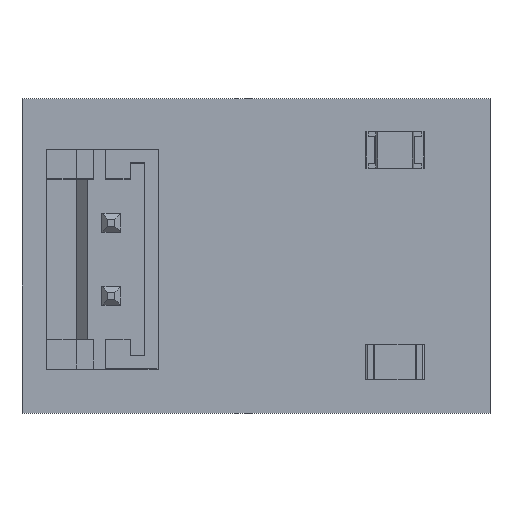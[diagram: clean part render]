
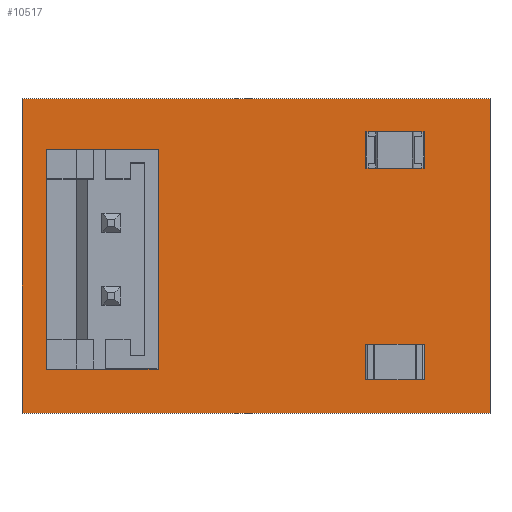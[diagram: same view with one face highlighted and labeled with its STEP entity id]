
A CAD part, top view. The second image highlights one B-rep face of the part: STEP entity #10517.
In plain terms, the highlighted planar face has unit normal (0, 0, 1).
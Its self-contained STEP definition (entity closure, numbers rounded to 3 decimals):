
#10160 = VERTEX_POINT('',#10161);
#10161 = CARTESIAN_POINT('',(61.75,-44.,1.6));
#10168 = PLANE('',#10169);
#10169 = AXIS2_PLACEMENT_3D('',#10170,#10171,#10172);
#10170 = CARTESIAN_POINT('',(61.75,-44.,0.));
#10171 = DIRECTION('',(1.,0.,-0.));
#10172 = DIRECTION('',(0.,-1.,0.));
#10180 = PLANE('',#10181);
#10181 = AXIS2_PLACEMENT_3D('',#10182,#10183,#10184);
#10182 = CARTESIAN_POINT('',(45.75,-44.,0.));
#10183 = DIRECTION('',(0.,1.,0.));
#10184 = DIRECTION('',(1.,0.,0.));
#10192 = EDGE_CURVE('',#10160,#10193,#10195,.T.);
#10193 = VERTEX_POINT('',#10194);
#10194 = CARTESIAN_POINT('',(61.75,-54.75,1.6));
#10195 = SURFACE_CURVE('',#10196,(#10200,#10207),.PCURVE_S1.);
#10196 = LINE('',#10197,#10198);
#10197 = CARTESIAN_POINT('',(61.75,-44.,1.6));
#10198 = VECTOR('',#10199,1.);
#10199 = DIRECTION('',(0.,-1.,0.));
#10200 = PCURVE('',#10168,#10201);
#10201 = DEFINITIONAL_REPRESENTATION('',(#10202),#10206);
#10202 = LINE('',#10203,#10204);
#10203 = CARTESIAN_POINT('',(0.,-1.6));
#10204 = VECTOR('',#10205,1.);
#10205 = DIRECTION('',(1.,0.));
#10206 = ( GEOMETRIC_REPRESENTATION_CONTEXT(2) 
PARAMETRIC_REPRESENTATION_CONTEXT() REPRESENTATION_CONTEXT('2D SPACE',''
  ) );
#10207 = PCURVE('',#10208,#10213);
#10208 = PLANE('',#10209);
#10209 = AXIS2_PLACEMENT_3D('',#10210,#10211,#10212);
#10210 = CARTESIAN_POINT('',(53.75,-49.375,1.6));
#10211 = DIRECTION('',(-0.,-0.,-1.));
#10212 = DIRECTION('',(-1.,0.,0.));
#10213 = DEFINITIONAL_REPRESENTATION('',(#10214),#10218);
#10214 = LINE('',#10215,#10216);
#10215 = CARTESIAN_POINT('',(-8.,5.375));
#10216 = VECTOR('',#10217,1.);
#10217 = DIRECTION('',(0.,-1.));
#10218 = ( GEOMETRIC_REPRESENTATION_CONTEXT(2) 
PARAMETRIC_REPRESENTATION_CONTEXT() REPRESENTATION_CONTEXT('2D SPACE',''
  ) );
#10236 = PLANE('',#10237);
#10237 = AXIS2_PLACEMENT_3D('',#10238,#10239,#10240);
#10238 = CARTESIAN_POINT('',(61.75,-54.75,0.));
#10239 = DIRECTION('',(0.,-1.,0.));
#10240 = DIRECTION('',(-1.,0.,0.));
#10280 = VERTEX_POINT('',#10281);
#10281 = CARTESIAN_POINT('',(45.75,-44.,1.6));
#10295 = PLANE('',#10296);
#10296 = AXIS2_PLACEMENT_3D('',#10297,#10298,#10299);
#10297 = CARTESIAN_POINT('',(45.75,-54.75,0.));
#10298 = DIRECTION('',(-1.,0.,0.));
#10299 = DIRECTION('',(0.,1.,0.));
#10307 = EDGE_CURVE('',#10280,#10160,#10308,.T.);
#10308 = SURFACE_CURVE('',#10309,(#10313,#10320),.PCURVE_S1.);
#10309 = LINE('',#10310,#10311);
#10310 = CARTESIAN_POINT('',(45.75,-44.,1.6));
#10311 = VECTOR('',#10312,1.);
#10312 = DIRECTION('',(1.,0.,0.));
#10313 = PCURVE('',#10180,#10314);
#10314 = DEFINITIONAL_REPRESENTATION('',(#10315),#10319);
#10315 = LINE('',#10316,#10317);
#10316 = CARTESIAN_POINT('',(0.,-1.6));
#10317 = VECTOR('',#10318,1.);
#10318 = DIRECTION('',(1.,0.));
#10319 = ( GEOMETRIC_REPRESENTATION_CONTEXT(2) 
PARAMETRIC_REPRESENTATION_CONTEXT() REPRESENTATION_CONTEXT('2D SPACE',''
  ) );
#10320 = PCURVE('',#10208,#10321);
#10321 = DEFINITIONAL_REPRESENTATION('',(#10322),#10326);
#10322 = LINE('',#10323,#10324);
#10323 = CARTESIAN_POINT('',(8.,5.375));
#10324 = VECTOR('',#10325,1.);
#10325 = DIRECTION('',(-1.,0.));
#10326 = ( GEOMETRIC_REPRESENTATION_CONTEXT(2) 
PARAMETRIC_REPRESENTATION_CONTEXT() REPRESENTATION_CONTEXT('2D SPACE',''
  ) );
#10354 = EDGE_CURVE('',#10193,#10355,#10357,.T.);
#10355 = VERTEX_POINT('',#10356);
#10356 = CARTESIAN_POINT('',(45.75,-54.75,1.6));
#10357 = SURFACE_CURVE('',#10358,(#10362,#10369),.PCURVE_S1.);
#10358 = LINE('',#10359,#10360);
#10359 = CARTESIAN_POINT('',(61.75,-54.75,1.6));
#10360 = VECTOR('',#10361,1.);
#10361 = DIRECTION('',(-1.,0.,0.));
#10362 = PCURVE('',#10236,#10363);
#10363 = DEFINITIONAL_REPRESENTATION('',(#10364),#10368);
#10364 = LINE('',#10365,#10366);
#10365 = CARTESIAN_POINT('',(0.,-1.6));
#10366 = VECTOR('',#10367,1.);
#10367 = DIRECTION('',(1.,0.));
#10368 = ( GEOMETRIC_REPRESENTATION_CONTEXT(2) 
PARAMETRIC_REPRESENTATION_CONTEXT() REPRESENTATION_CONTEXT('2D SPACE',''
  ) );
#10369 = PCURVE('',#10208,#10370);
#10370 = DEFINITIONAL_REPRESENTATION('',(#10371),#10375);
#10371 = LINE('',#10372,#10373);
#10372 = CARTESIAN_POINT('',(-8.,-5.375));
#10373 = VECTOR('',#10374,1.);
#10374 = DIRECTION('',(1.,0.));
#10375 = ( GEOMETRIC_REPRESENTATION_CONTEXT(2) 
PARAMETRIC_REPRESENTATION_CONTEXT() REPRESENTATION_CONTEXT('2D SPACE',''
  ) );
#10471 = CYLINDRICAL_SURFACE('',#10472,0.5);
#10472 = AXIS2_PLACEMENT_3D('',#10473,#10474,#10475);
#10473 = CARTESIAN_POINT('',(48.8,-50.75,-0.8));
#10474 = DIRECTION('',(0.,0.,1.));
#10475 = DIRECTION('',(1.,0.,-0.));
#10506 = CYLINDRICAL_SURFACE('',#10507,0.5);
#10507 = AXIS2_PLACEMENT_3D('',#10508,#10509,#10510);
#10508 = CARTESIAN_POINT('',(48.8,-48.25,-0.8));
#10509 = DIRECTION('',(0.,0.,1.));
#10510 = DIRECTION('',(1.,0.,-0.));
#10517 = ADVANCED_FACE('',(#10518,#10544,#10574),#10208,.F.);
#10518 = FACE_BOUND('',#10519,.F.);
#10519 = EDGE_LOOP('',(#10520,#10521,#10522,#10543));
#10520 = ORIENTED_EDGE('',*,*,#10192,.T.);
#10521 = ORIENTED_EDGE('',*,*,#10354,.T.);
#10522 = ORIENTED_EDGE('',*,*,#10523,.T.);
#10523 = EDGE_CURVE('',#10355,#10280,#10524,.T.);
#10524 = SURFACE_CURVE('',#10525,(#10529,#10536),.PCURVE_S1.);
#10525 = LINE('',#10526,#10527);
#10526 = CARTESIAN_POINT('',(45.75,-54.75,1.6));
#10527 = VECTOR('',#10528,1.);
#10528 = DIRECTION('',(0.,1.,0.));
#10529 = PCURVE('',#10208,#10530);
#10530 = DEFINITIONAL_REPRESENTATION('',(#10531),#10535);
#10531 = LINE('',#10532,#10533);
#10532 = CARTESIAN_POINT('',(8.,-5.375));
#10533 = VECTOR('',#10534,1.);
#10534 = DIRECTION('',(0.,1.));
#10535 = ( GEOMETRIC_REPRESENTATION_CONTEXT(2) 
PARAMETRIC_REPRESENTATION_CONTEXT() REPRESENTATION_CONTEXT('2D SPACE',''
  ) );
#10536 = PCURVE('',#10295,#10537);
#10537 = DEFINITIONAL_REPRESENTATION('',(#10538),#10542);
#10538 = LINE('',#10539,#10540);
#10539 = CARTESIAN_POINT('',(0.,-1.6));
#10540 = VECTOR('',#10541,1.);
#10541 = DIRECTION('',(1.,0.));
#10542 = ( GEOMETRIC_REPRESENTATION_CONTEXT(2) 
PARAMETRIC_REPRESENTATION_CONTEXT() REPRESENTATION_CONTEXT('2D SPACE',''
  ) );
#10543 = ORIENTED_EDGE('',*,*,#10307,.T.);
#10544 = FACE_BOUND('',#10545,.F.);
#10545 = EDGE_LOOP('',(#10546));
#10546 = ORIENTED_EDGE('',*,*,#10547,.T.);
#10547 = EDGE_CURVE('',#10548,#10548,#10550,.T.);
#10548 = VERTEX_POINT('',#10549);
#10549 = CARTESIAN_POINT('',(49.3,-50.75,1.6));
#10550 = SURFACE_CURVE('',#10551,(#10556,#10567),.PCURVE_S1.);
#10551 = CIRCLE('',#10552,0.5);
#10552 = AXIS2_PLACEMENT_3D('',#10553,#10554,#10555);
#10553 = CARTESIAN_POINT('',(48.8,-50.75,1.6));
#10554 = DIRECTION('',(0.,0.,1.));
#10555 = DIRECTION('',(1.,0.,-0.));
#10556 = PCURVE('',#10208,#10557);
#10557 = DEFINITIONAL_REPRESENTATION('',(#10558),#10566);
#10558 = ( BOUNDED_CURVE() B_SPLINE_CURVE(2,(#10559,#10560,#10561,#10562
    ,#10563,#10564,#10565),.UNSPECIFIED.,.T.,.F.) 
B_SPLINE_CURVE_WITH_KNOTS((1,2,2,2,2,1),(-2.094,0.,
    2.094,4.189,6.283,8.378),
.UNSPECIFIED.) CURVE() GEOMETRIC_REPRESENTATION_ITEM() 
RATIONAL_B_SPLINE_CURVE((1.,0.5,1.,0.5,1.,0.5,1.)) REPRESENTATION_ITEM(
  '') );
#10559 = CARTESIAN_POINT('',(4.45,-1.375));
#10560 = CARTESIAN_POINT('',(4.45,-0.509));
#10561 = CARTESIAN_POINT('',(5.2,-0.942));
#10562 = CARTESIAN_POINT('',(5.95,-1.375));
#10563 = CARTESIAN_POINT('',(5.2,-1.808));
#10564 = CARTESIAN_POINT('',(4.45,-2.241));
#10565 = CARTESIAN_POINT('',(4.45,-1.375));
#10566 = ( GEOMETRIC_REPRESENTATION_CONTEXT(2) 
PARAMETRIC_REPRESENTATION_CONTEXT() REPRESENTATION_CONTEXT('2D SPACE',''
  ) );
#10567 = PCURVE('',#10471,#10568);
#10568 = DEFINITIONAL_REPRESENTATION('',(#10569),#10573);
#10569 = LINE('',#10570,#10571);
#10570 = CARTESIAN_POINT('',(0.,2.4));
#10571 = VECTOR('',#10572,1.);
#10572 = DIRECTION('',(1.,0.));
#10573 = ( GEOMETRIC_REPRESENTATION_CONTEXT(2) 
PARAMETRIC_REPRESENTATION_CONTEXT() REPRESENTATION_CONTEXT('2D SPACE',''
  ) );
#10574 = FACE_BOUND('',#10575,.F.);
#10575 = EDGE_LOOP('',(#10576));
#10576 = ORIENTED_EDGE('',*,*,#10577,.T.);
#10577 = EDGE_CURVE('',#10578,#10578,#10580,.T.);
#10578 = VERTEX_POINT('',#10579);
#10579 = CARTESIAN_POINT('',(49.3,-48.25,1.6));
#10580 = SURFACE_CURVE('',#10581,(#10586,#10597),.PCURVE_S1.);
#10581 = CIRCLE('',#10582,0.5);
#10582 = AXIS2_PLACEMENT_3D('',#10583,#10584,#10585);
#10583 = CARTESIAN_POINT('',(48.8,-48.25,1.6));
#10584 = DIRECTION('',(0.,0.,1.));
#10585 = DIRECTION('',(1.,0.,-0.));
#10586 = PCURVE('',#10208,#10587);
#10587 = DEFINITIONAL_REPRESENTATION('',(#10588),#10596);
#10588 = ( BOUNDED_CURVE() B_SPLINE_CURVE(2,(#10589,#10590,#10591,#10592
    ,#10593,#10594,#10595),.UNSPECIFIED.,.T.,.F.) 
B_SPLINE_CURVE_WITH_KNOTS((1,2,2,2,2,1),(-2.094,0.,
    2.094,4.189,6.283,8.378),
.UNSPECIFIED.) CURVE() GEOMETRIC_REPRESENTATION_ITEM() 
RATIONAL_B_SPLINE_CURVE((1.,0.5,1.,0.5,1.,0.5,1.)) REPRESENTATION_ITEM(
  '') );
#10589 = CARTESIAN_POINT('',(4.45,1.125));
#10590 = CARTESIAN_POINT('',(4.45,1.991));
#10591 = CARTESIAN_POINT('',(5.2,1.558));
#10592 = CARTESIAN_POINT('',(5.95,1.125));
#10593 = CARTESIAN_POINT('',(5.2,0.692));
#10594 = CARTESIAN_POINT('',(4.45,0.259));
#10595 = CARTESIAN_POINT('',(4.45,1.125));
#10596 = ( GEOMETRIC_REPRESENTATION_CONTEXT(2) 
PARAMETRIC_REPRESENTATION_CONTEXT() REPRESENTATION_CONTEXT('2D SPACE',''
  ) );
#10597 = PCURVE('',#10506,#10598);
#10598 = DEFINITIONAL_REPRESENTATION('',(#10599),#10603);
#10599 = LINE('',#10600,#10601);
#10600 = CARTESIAN_POINT('',(0.,2.4));
#10601 = VECTOR('',#10602,1.);
#10602 = DIRECTION('',(1.,0.));
#10603 = ( GEOMETRIC_REPRESENTATION_CONTEXT(2) 
PARAMETRIC_REPRESENTATION_CONTEXT() REPRESENTATION_CONTEXT('2D SPACE',''
  ) );
